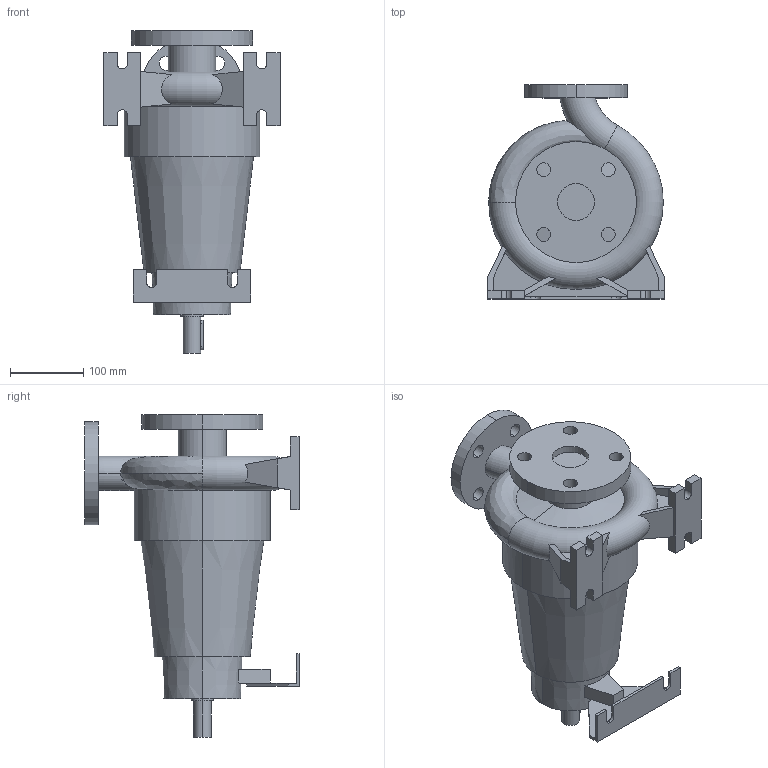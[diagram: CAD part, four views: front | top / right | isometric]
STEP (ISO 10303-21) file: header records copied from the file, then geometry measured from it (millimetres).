
FILE_DESCRIPTION (( 'STEP AP203' ), '1' );
FILE_NAME ('10017783swp00.step', '2023-07-10T10:59:52', ( '' ), ( '' ), 'SwSTEP 2.0', 'SolidWorks 2020', '' );
FILE_SCHEMA (( 'CONFIG_CONTROL_DESIGN' ));
Length unit declared in the file: millimetre
Products named in the file (1): 10017783swp00
Bounding box: 240 x 292 x 440 mm (x, y, z)
Volume: 7915352 mm3; surface area: 420495.6 mm2
Topology: 1 solids, 1 shells, 149 faces, 401 edges, 265 vertices
Faces by surface type: plane 92, cylinder 46, cone 6, torus 3, bspline 2
Entity records: 5812 total; most frequent: CARTESIAN_POINT 1920, ORIENTED_EDGE 802, DIRECTION 778, EDGE_CURVE 401, VERTEX_POINT 265, AXIS2_PLACEMENT_3D 264, LINE 250, VECTOR 250
